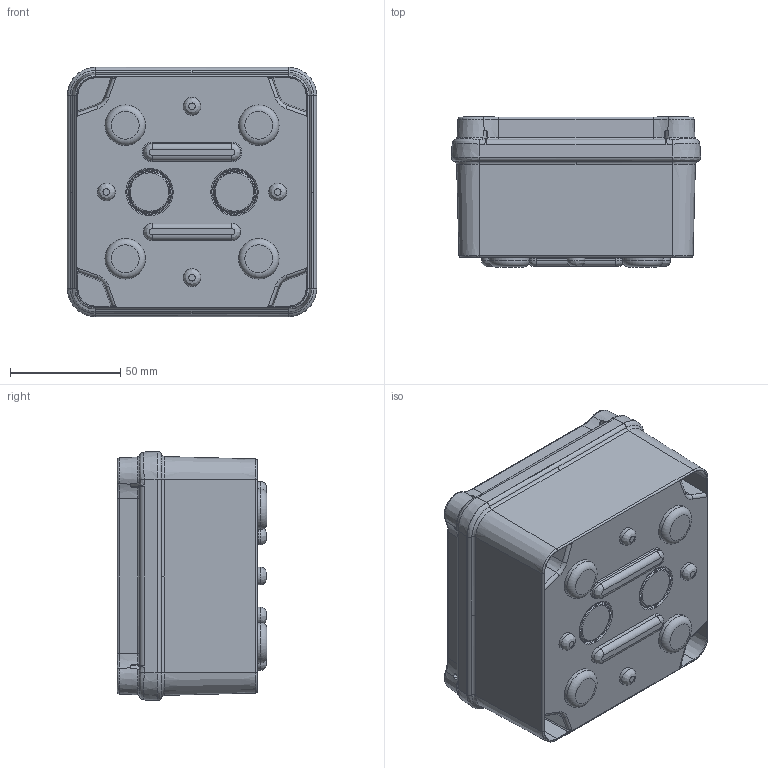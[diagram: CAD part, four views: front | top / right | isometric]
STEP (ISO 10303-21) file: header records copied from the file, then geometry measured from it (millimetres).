
FILE_DESCRIPTION(/* description */ (''),/* implementation_level */ '2;1');
FILE_NAME(/* name */ 'EL111.stp',/* time_stamp */ '2021-04-14T09:27:52+02:00',/* author */ (''),/* organization */ (''),/* preprocessor_version */ 'ST-DEVELOPER v16.7',/* originating_system */ 'SIEMENS PLM Software NX 12.0',/* authorisation */ '');
FILE_SCHEMA (('AUTOMOTIVE_DESIGN { 1 0 10303 214 3 1 1 1 }'));
Length unit declared in the file: millimetre
Products named in the file (4): TR_LIGHT; BASE_EL111; TAPA_111; EL111
Assembly tree (6 placements, depth 2):
  EL111
    TAPA_111
    BASE_EL111
    TR_LIGHT  x4
Bounding box: 113.01 x 67.95 x 113.01 mm (x, y, z)
Volume: 150358.8 mm3; surface area: 117460 mm2
Topology: 6 solids, 6 shells, 1095 faces, 2736 edges, 1624 vertices
Faces by surface type: plane 296, bspline 294, cylinder 242, cone 188, torus 47, sphere 28
Full cylindrical faces by diameter (mm): 3.229 x4, 8 x4, 8.072 x4, 12 x4
Entity records: 38925 total; most frequent: CARTESIAN_POINT 18413, ORIENTED_EDGE 5174, DIRECTION 3148, EDGE_CURVE 2587, VERTEX_POINT 1571, AXIS2_PLACEMENT_3D 1320, EDGE_LOOP 1134, ADVANCED_FACE 1062
